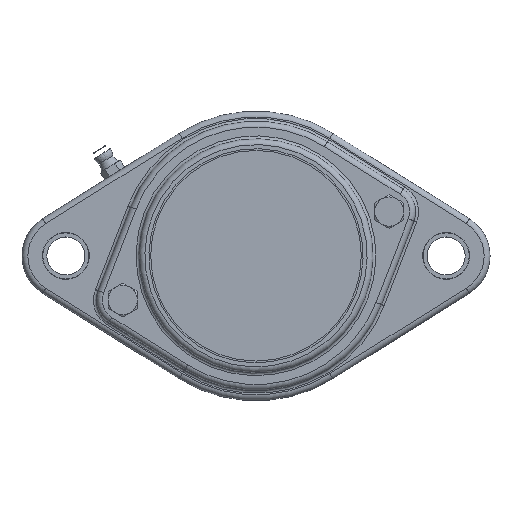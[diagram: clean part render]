
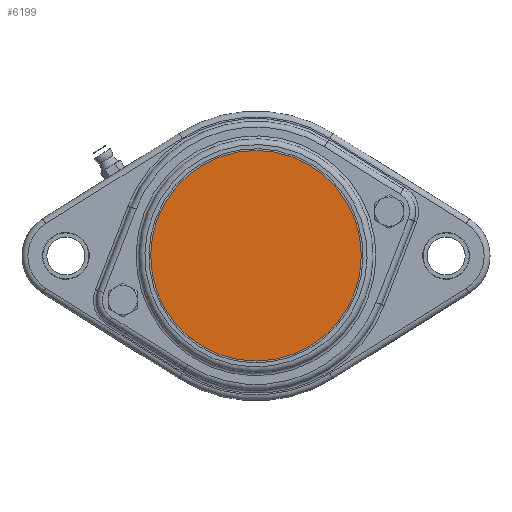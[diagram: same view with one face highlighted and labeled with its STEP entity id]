
A CAD part, top view. The second image highlights one B-rep face of the part: STEP entity #6199.
In plain terms, the highlighted planar face has unit normal (0, 0, 1).
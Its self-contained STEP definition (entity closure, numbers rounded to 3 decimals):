
#443=FACE_OUTER_BOUND('',#1708,.T.);
#1413=PLANE('',#6737);
#1708=EDGE_LOOP('',(#4374));
#2164=CIRCLE('',#6735,36.);
#2675=VERTEX_POINT('',#10156);
#3304=EDGE_CURVE('',#2675,#2675,#2164,.T.);
#4374=ORIENTED_EDGE('',*,*,#3304,.F.);
#6199=ADVANCED_FACE('',(#443),#1413,.T.);
#6735=AXIS2_PLACEMENT_3D('',#10157,#7840,#7841);
#6737=AXIS2_PLACEMENT_3D('',#10161,#7845,#7846);
#7840=DIRECTION('center_axis',(0.,0.,
-1.));
#7841=DIRECTION('ref_axis',(-1.,0.,0.));
#7845=DIRECTION('center_axis',(0.,0.,
1.));
#7846=DIRECTION('ref_axis',(-1.,0.,0.));
#10156=CARTESIAN_POINT('',(36.,0.,36.2));
#10157=CARTESIAN_POINT('Origin',(0.,0.,
36.2));
#10161=CARTESIAN_POINT('Origin',(0.,0.,
36.2));
